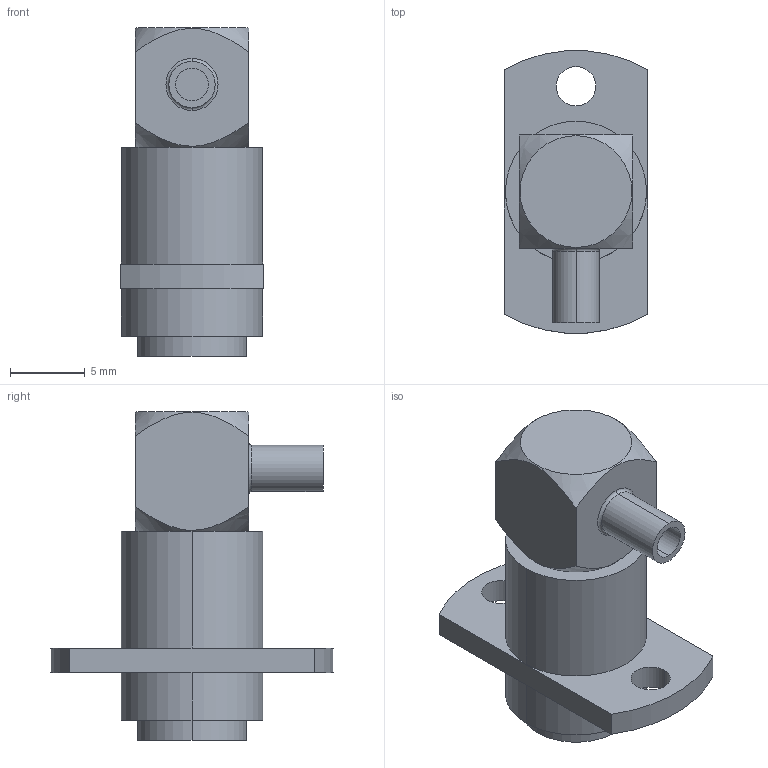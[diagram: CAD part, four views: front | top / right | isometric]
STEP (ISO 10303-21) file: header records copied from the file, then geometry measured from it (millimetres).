
FILE_DESCRIPTION (( 'STEP AP214' ), '1' );
FILE_NAME ('FMCN1216_3D.step', '2025-07-31T22:58:56', ( '' ), ( '' ), 'SwSTEP 2.0', 'SolidWorks 2022', '' );
FILE_SCHEMA (( 'AUTOMOTIVE_DESIGN' ));
Length unit declared in the file: millimetre
Products named in the file (1): FMCN1216_3D
Bounding box: 9.6 x 18.95 x 22.07 mm (x, y, z)
Volume: 1455.7 mm3; surface area: 1357.8 mm2
Topology: 1 solids, 1 shells, 285 faces, 787 edges, 520 vertices
Faces by surface type: torus 92, cylinder 75, cone 60, plane 58
Entity records: 10931 total; most frequent: CARTESIAN_POINT 4040, ORIENTED_EDGE 1574, DIRECTION 1246, EDGE_CURVE 787, AXIS2_PLACEMENT_3D 547, VERTEX_POINT 520, B_SPLINE_CURVE_WITH_KNOTS 374, EDGE_LOOP 335
